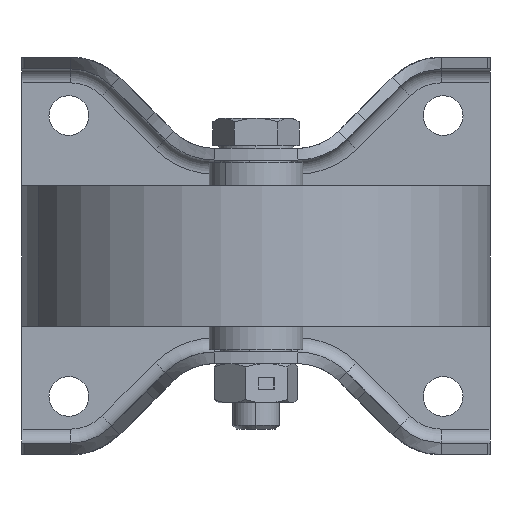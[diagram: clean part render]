
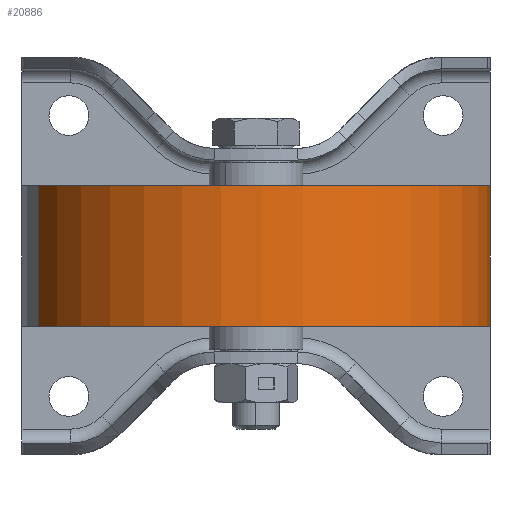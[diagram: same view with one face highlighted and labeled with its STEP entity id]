
A CAD part, front view. The second image highlights one B-rep face of the part: STEP entity #20886.
In plain terms, the highlighted cylindrical face has radius 50 mm (diameter 100 mm), a partial arc.
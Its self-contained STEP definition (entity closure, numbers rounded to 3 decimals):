
#706 = VECTOR ( 'NONE', #9116, 1000. ) ;
#766 = DIRECTION ( 'NONE',  ( 0.93, 0.367, 0. ) ) ;
#825 = FACE_OUTER_BOUND ( 'NONE', #8338, .T. ) ;
#1677 = DIRECTION ( 'NONE',  ( 0., 0., 1. ) ) ;
#1816 = ORIENTED_EDGE ( 'NONE', *, *, #10681, .F. ) ;
#2145 = CARTESIAN_POINT ( 'NONE',  ( 46.515, -64.161, -15. ) ) ;
#2181 = EDGE_CURVE ( 'NONE', #19344, #11793, #14091, .T. ) ;
#2957 = ORIENTED_EDGE ( 'NONE', *, *, #5274, .T. ) ;
#3619 = AXIS2_PLACEMENT_3D ( 'NONE', #18376, #7602, #8734 ) ;
#5094 = CARTESIAN_POINT ( 'NONE',  ( 0., -82.5, 0. ) ) ;
#5274 = EDGE_CURVE ( 'NONE', #18122, #19344, #19144, .T. ) ;
#5881 = ORIENTED_EDGE ( 'NONE', *, *, #2181, .T. ) ;
#6122 = ORIENTED_EDGE ( 'NONE', *, *, #17621, .F. ) ;
#6382 = AXIS2_PLACEMENT_3D ( 'NONE', #7098, #8857, #766 ) ;
#6502 = CARTESIAN_POINT ( 'NONE',  ( 46.515, -64.161, 0. ) ) ;
#7098 = CARTESIAN_POINT ( 'NONE',  ( 0., -82.5, 15. ) ) ;
#7602 = DIRECTION ( 'NONE',  ( 0., 0., 1. ) ) ;
#8140 = DIRECTION ( 'NONE',  ( 0., 0., 1. ) ) ;
#8338 = EDGE_LOOP ( 'NONE', ( #6122, #2957, #5881, #1816 ) ) ;
#8734 = DIRECTION ( 'NONE',  ( 0.93, 0.367, 0. ) ) ;
#8857 = DIRECTION ( 'NONE',  ( 0., 0., 1. ) ) ;
#9116 = DIRECTION ( 'NONE',  ( 0., 0., 1. ) ) ;
#9830 = VECTOR ( 'NONE', #8140, 1000. ) ;
#10406 = CARTESIAN_POINT ( 'NONE',  ( -46.515, -100.839, 0. ) ) ;
#10607 = LINE ( 'NONE', #10406, #706 ) ;
#10681 = EDGE_CURVE ( 'NONE', #11145, #11793, #15519, .T. ) ;
#11145 = VERTEX_POINT ( 'NONE', #18739 ) ;
#11211 = CARTESIAN_POINT ( 'NONE',  ( 46.515, -64.161, 15. ) ) ;
#11793 = VERTEX_POINT ( 'NONE', #11211 ) ;
#11949 = CYLINDRICAL_SURFACE ( 'NONE', #15979, 50. ) ;
#13001 = DIRECTION ( 'NONE',  ( 0.93, 0.367, 0. ) ) ;
#14091 = LINE ( 'NONE', #6502, #9830 ) ;
#14138 = CARTESIAN_POINT ( 'NONE',  ( -46.515, -100.839, -15. ) ) ;
#15519 = CIRCLE ( 'NONE', #6382, 50. ) ;
#15979 = AXIS2_PLACEMENT_3D ( 'NONE', #5094, #1677, #13001 ) ;
#17621 = EDGE_CURVE ( 'NONE', #18122, #11145, #10607, .T. ) ;
#18122 = VERTEX_POINT ( 'NONE', #14138 ) ;
#18376 = CARTESIAN_POINT ( 'NONE',  ( 0., -82.5, -15. ) ) ;
#18739 = CARTESIAN_POINT ( 'NONE',  ( -46.515, -100.839, 15. ) ) ;
#19144 = CIRCLE ( 'NONE', #3619, 50. ) ;
#19344 = VERTEX_POINT ( 'NONE', #2145 ) ;
#20886 = ADVANCED_FACE ( 'NONE', ( #825 ), #11949, .T. ) ;
